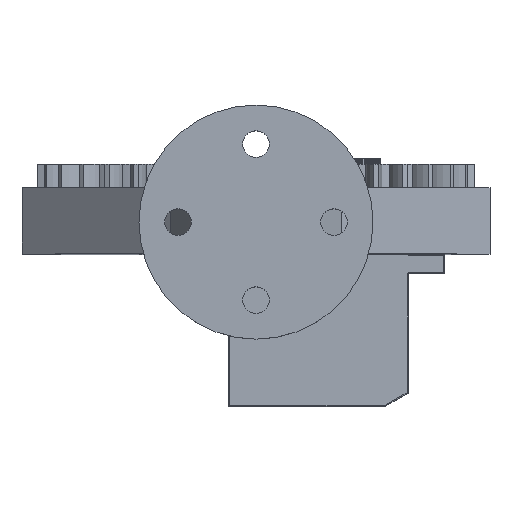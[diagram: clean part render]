
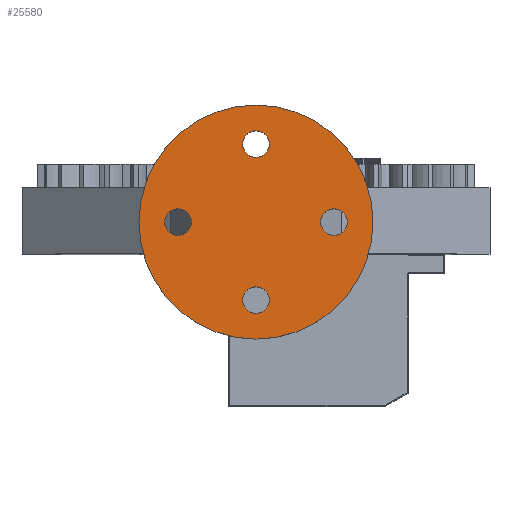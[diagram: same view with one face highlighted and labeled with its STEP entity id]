
A CAD part, top view. The second image highlights one B-rep face of the part: STEP entity #25580.
In plain terms, the highlighted face is planar.
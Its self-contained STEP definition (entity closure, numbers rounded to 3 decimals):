
#79 = CIRCLE ( 'NONE', #10784, 1.7 ) ;
#91 = DIRECTION ( 'NONE',  ( 0., 0., -1. ) ) ;
#162 = DIRECTION ( 'NONE',  ( 0., 0., -1. ) ) ;
#362 = DIRECTION ( 'NONE',  ( 0., 1., 0. ) ) ;
#532 = VERTEX_POINT ( 'NONE', #24939 ) ;
#537 = ORIENTED_EDGE ( 'NONE', *, *, #23113, .T. ) ;
#964 = ORIENTED_EDGE ( 'NONE', *, *, #1165, .F. ) ;
#1069 = AXIS2_PLACEMENT_3D ( 'NONE', #2309, #10487, #8486 ) ;
#1165 = EDGE_CURVE ( 'NONE', #1370, #14436, #20655, .T. ) ;
#1370 = VERTEX_POINT ( 'NONE', #14793 ) ;
#1438 = EDGE_CURVE ( 'NONE', #12083, #19309, #79, .T. ) ;
#1831 = CARTESIAN_POINT ( 'NONE',  ( 11., -4.5, -47. ) ) ;
#2309 = CARTESIAN_POINT ( 'NONE',  ( 11., 5.5, -47. ) ) ;
#3257 = DIRECTION ( 'NONE',  ( 0., 1., 0. ) ) ;
#3319 = CARTESIAN_POINT ( 'NONE',  ( 11., 5.5, -47. ) ) ;
#3772 = DIRECTION ( 'NONE',  ( 0., 0., -1. ) ) ;
#3899 = AXIS2_PLACEMENT_3D ( 'NONE', #1831, #7878, #25699 ) ;
#4156 = EDGE_CURVE ( 'NONE', #532, #7474, #21605, .T. ) ;
#4477 = FACE_OUTER_BOUND ( 'NONE', #10954, .T. ) ;
#4488 = EDGE_CURVE ( 'NONE', #8072, #19101, #6136, .T. ) ;
#4572 = DIRECTION ( 'NONE',  ( 0., 0., -1. ) ) ;
#5814 = AXIS2_PLACEMENT_3D ( 'NONE', #8747, #17107, #6716 ) ;
#6136 = CIRCLE ( 'NONE', #19927, 1.7 ) ;
#6174 = ORIENTED_EDGE ( 'NONE', *, *, #4156, .F. ) ;
#6381 = CARTESIAN_POINT ( 'NONE',  ( 21., -4.5, -47. ) ) ;
#6716 = DIRECTION ( 'NONE',  ( 0., 1., 0. ) ) ;
#6917 = CARTESIAN_POINT ( 'NONE',  ( 11., -16.2, -47. ) ) ;
#7005 = DIRECTION ( 'NONE',  ( 0., 1., 0. ) ) ;
#7427 = AXIS2_PLACEMENT_3D ( 'NONE', #3319, #11108, #11514 ) ;
#7474 = VERTEX_POINT ( 'NONE', #11324 ) ;
#7680 = CARTESIAN_POINT ( 'NONE',  ( 1., -4.5, -47. ) ) ;
#7878 = DIRECTION ( 'NONE',  ( 0., 0., -1. ) ) ;
#8072 = VERTEX_POINT ( 'NONE', #23117 ) ;
#8309 = EDGE_LOOP ( 'NONE', ( #23583, #6174 ) ) ;
#8486 = DIRECTION ( 'NONE',  ( 0., 1., 0. ) ) ;
#8747 = CARTESIAN_POINT ( 'NONE',  ( 11., -4.5, -47. ) ) ;
#8814 = ORIENTED_EDGE ( 'NONE', *, *, #1438, .F. ) ;
#9049 = EDGE_LOOP ( 'NONE', ( #26168, #10532 ) ) ;
#9404 = ORIENTED_EDGE ( 'NONE', *, *, #10254, .F. ) ;
#9540 = EDGE_CURVE ( 'NONE', #14436, #1370, #12328, .T. ) ;
#10193 = AXIS2_PLACEMENT_3D ( 'NONE', #23568, #21830, #7005 ) ;
#10254 = EDGE_CURVE ( 'NONE', #19309, #12083, #25243, .T. ) ;
#10282 = DIRECTION ( 'NONE',  ( 0., 1., 0. ) ) ;
#10438 = CIRCLE ( 'NONE', #19043, 15. ) ;
#10487 = DIRECTION ( 'NONE',  ( 0., 0., -1. ) ) ;
#10491 = FACE_BOUND ( 'NONE', #18811, .T. ) ;
#10532 = ORIENTED_EDGE ( 'NONE', *, *, #15499, .F. ) ;
#10552 = CARTESIAN_POINT ( 'NONE',  ( 21., -4.5, -47. ) ) ;
#10784 = AXIS2_PLACEMENT_3D ( 'NONE', #22992, #4572, #10863 ) ;
#10863 = DIRECTION ( 'NONE',  ( 0., 1., 0. ) ) ;
#10954 = EDGE_LOOP ( 'NONE', ( #14233, #537 ) ) ;
#11108 = DIRECTION ( 'NONE',  ( 0., 0., -1. ) ) ;
#11324 = CARTESIAN_POINT ( 'NONE',  ( 11., 7.2, -47. ) ) ;
#11514 = DIRECTION ( 'NONE',  ( 0., 1., 0. ) ) ;
#12083 = VERTEX_POINT ( 'NONE', #6917 ) ;
#12328 = CIRCLE ( 'NONE', #14481, 1.7 ) ;
#12953 = FACE_BOUND ( 'NONE', #9049, .T. ) ;
#13769 = AXIS2_PLACEMENT_3D ( 'NONE', #7680, #3772, #3257 ) ;
#14054 = CARTESIAN_POINT ( 'NONE',  ( 1., -4.5, -47. ) ) ;
#14233 = ORIENTED_EDGE ( 'NONE', *, *, #23842, .T. ) ;
#14436 = VERTEX_POINT ( 'NONE', #17728 ) ;
#14481 = AXIS2_PLACEMENT_3D ( 'NONE', #14054, #24141, #21870 ) ;
#14793 = CARTESIAN_POINT ( 'NONE',  ( 1., -2.8, -47. ) ) ;
#15210 = FACE_BOUND ( 'NONE', #8309, .T. ) ;
#15499 = EDGE_CURVE ( 'NONE', #19101, #8072, #25296, .T. ) ;
#15799 = CARTESIAN_POINT ( 'NONE',  ( 11., -19.5, -47. ) ) ;
#16730 = CARTESIAN_POINT ( 'NONE',  ( 11., -12.8, -47. ) ) ;
#17107 = DIRECTION ( 'NONE',  ( 0., 0., -1. ) ) ;
#17728 = CARTESIAN_POINT ( 'NONE',  ( 1., -6.2, -47. ) ) ;
#18811 = EDGE_LOOP ( 'NONE', ( #9404, #8814 ) ) ;
#19037 = VERTEX_POINT ( 'NONE', #15799 ) ;
#19043 = AXIS2_PLACEMENT_3D ( 'NONE', #26506, #162, #20615 ) ;
#19101 = VERTEX_POINT ( 'NONE', #24652 ) ;
#19125 = FACE_BOUND ( 'NONE', #19609, .T. ) ;
#19309 = VERTEX_POINT ( 'NONE', #16730 ) ;
#19374 = CIRCLE ( 'NONE', #3899, 15. ) ;
#19609 = EDGE_LOOP ( 'NONE', ( #964, #23295 ) ) ;
#19927 = AXIS2_PLACEMENT_3D ( 'NONE', #6381, #91, #10282 ) ;
#20157 = AXIS2_PLACEMENT_3D ( 'NONE', #10552, #23074, #362 ) ;
#20473 = CARTESIAN_POINT ( 'NONE',  ( 11., 10.5, -47. ) ) ;
#20533 = VERTEX_POINT ( 'NONE', #20473 ) ;
#20615 = DIRECTION ( 'NONE',  ( 0., 1., 0. ) ) ;
#20655 = CIRCLE ( 'NONE', #13769, 1.7 ) ;
#21605 = CIRCLE ( 'NONE', #7427, 1.7 ) ;
#21830 = DIRECTION ( 'NONE',  ( 0., 0., -1. ) ) ;
#21870 = DIRECTION ( 'NONE',  ( 0., 1., 0. ) ) ;
#22992 = CARTESIAN_POINT ( 'NONE',  ( 11., -14.5, -47. ) ) ;
#23074 = DIRECTION ( 'NONE',  ( 0., 0., -1. ) ) ;
#23113 = EDGE_CURVE ( 'NONE', #20533, #19037, #19374, .T. ) ;
#23117 = CARTESIAN_POINT ( 'NONE',  ( 21., -2.8, -47. ) ) ;
#23295 = ORIENTED_EDGE ( 'NONE', *, *, #9540, .F. ) ;
#23568 = CARTESIAN_POINT ( 'NONE',  ( 11., -14.5, -47. ) ) ;
#23583 = ORIENTED_EDGE ( 'NONE', *, *, #24868, .F. ) ;
#23842 = EDGE_CURVE ( 'NONE', #19037, #20533, #10438, .T. ) ;
#24141 = DIRECTION ( 'NONE',  ( 0., 0., -1. ) ) ;
#24652 = CARTESIAN_POINT ( 'NONE',  ( 21., -6.2, -47. ) ) ;
#24868 = EDGE_CURVE ( 'NONE', #7474, #532, #25106, .T. ) ;
#24939 = CARTESIAN_POINT ( 'NONE',  ( 11., 3.8, -47. ) ) ;
#25106 = CIRCLE ( 'NONE', #1069, 1.7 ) ;
#25243 = CIRCLE ( 'NONE', #10193, 1.7 ) ;
#25296 = CIRCLE ( 'NONE', #20157, 1.7 ) ;
#25454 = PLANE ( 'NONE',  #5814 ) ;
#25580 = ADVANCED_FACE ( 'NONE', ( #15210, #19125, #12953, #10491, #4477 ), #25454, .T. ) ;
#25699 = DIRECTION ( 'NONE',  ( 0., 1., 0. ) ) ;
#26168 = ORIENTED_EDGE ( 'NONE', *, *, #4488, .F. ) ;
#26506 = CARTESIAN_POINT ( 'NONE',  ( 11., -4.5, -47. ) ) ;
